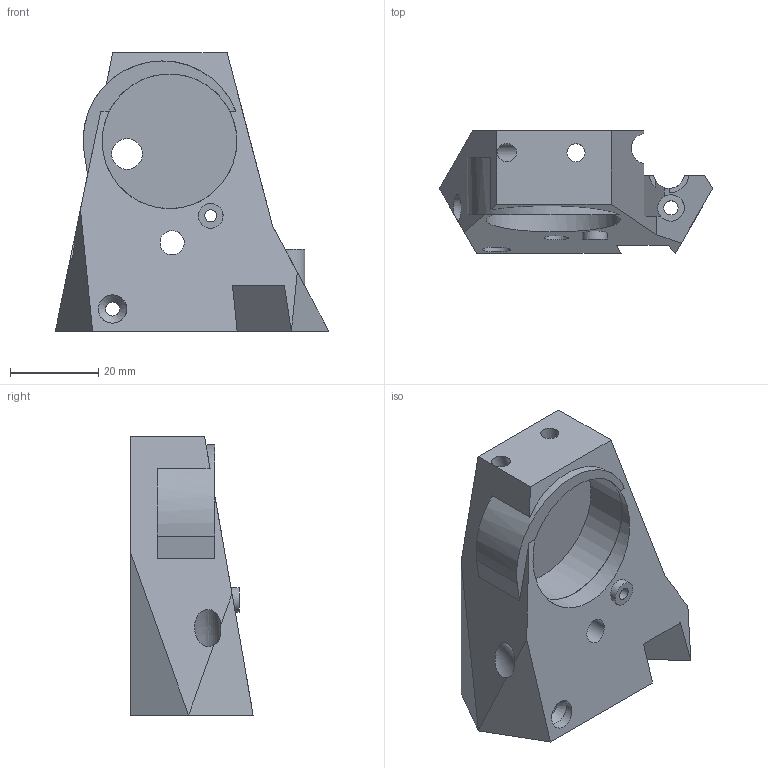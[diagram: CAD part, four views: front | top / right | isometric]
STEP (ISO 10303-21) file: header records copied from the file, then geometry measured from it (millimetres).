
FILE_DESCRIPTION(('FreeCAD Model'),'2;1');
FILE_NAME('Open CASCADE Shape Model','2023-11-06T20:12:45',(''),(''), 'Open CASCADE STEP processor 7.6','FreeCAD','Unknown');
FILE_SCHEMA(('AUTOMOTIVE_DESIGN { 1 0 10303 214 1 1 1 1 }'));
Length unit declared in the file: millimetre
Products named in the file (1): Cut
Bounding box: 61.88 x 27.7 x 63 mm (x, y, z)
Volume: 29124.3 mm3; surface area: 15498.1 mm2
Topology: 1 solids, 1 shells, 110 faces, 345 edges, 230 vertices
Faces by surface type: plane 65, cylinder 39, torus 3, sphere 1, bspline 1, cone 1
Full cylindrical faces by diameter (mm): 2.75 x3, 3 x1, 3.2 x3, 4.1 x2, 5.5 x1, 5.6 x1, 6 x1, 6.4 x1, 7 x1, 9 x1, 9.85 x1, 30.5 x1
Entity records: 5967 total; most frequent: CARTESIAN_POINT 2024, ORIENTED_EDGE 682, DIRECTION 644, EDGE_CURVE 341, VERTEX_POINT 230, AXIS2_PLACEMENT_3D 221, LINE 202, VECTOR 202
